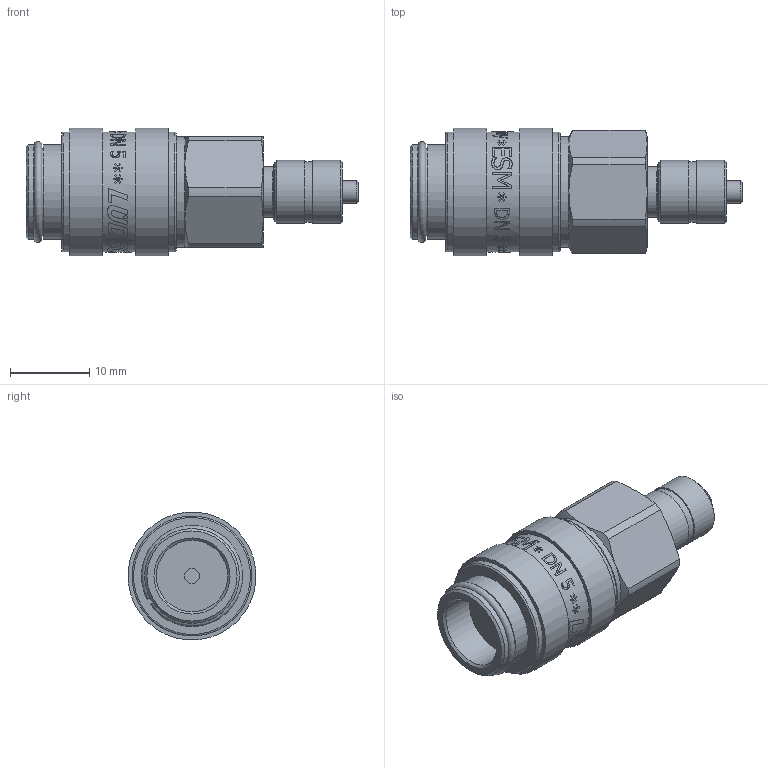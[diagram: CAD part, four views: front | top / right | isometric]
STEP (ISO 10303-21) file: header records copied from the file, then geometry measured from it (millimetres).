
FILE_DESCRIPTION(/* description */ (''),/* implementation_level */ '2;1');
FILE_NAME(/* name */ 'ESM 35 TQAB.stp',/* time_stamp */ '2023-01-16T10:05:38+01:00',/* author */ ('stefan.foerster'),/* organization */ (''),/* preprocessor_version */ 'ST-DEVELOPER v18.1',/* originating_system */ 'Autodesk Inventor 2022',/* authorisation */ '0 mm^3');
FILE_SCHEMA (('AUTOMOTIVE_DESIGN { 1 0 10303 214 3 1 1 }'));
Products named in the file (1): LUE_00041792_Vereinfachen_1
Bounding box: 42 x 16.17 x 16.17 mm (x, y, z)
Volume: 5258.3 mm3; surface area: 2672.8 mm2
Topology: 1 solids, 1 shells, 495 faces, 1319 edges, 872 vertices
Faces by surface type: bspline 244, plane 164, cylinder 59, cone 22, torus 6
Full cylindrical faces by diameter (mm): 1.9 x1, 2 x1, 2.8 x1, 3.5 x1, 4.25 x1, 5.2 x1, 6.4 x2, 6.5 x1, 7 x1, 7.7 x1, 8 x2, 9.03 x1, 11 x1, 12 x2, 14 x1, 15.2 x3, 16.2 x2
Entity records: 61731 total; most frequent: CARTESIAN_POINT 50674, ORIENTED_EDGE 2638, DIRECTION 1363, EDGE_CURVE 1319, VERTEX_POINT 872, B_SPLINE_CURVE_WITH_KNOTS 625, EDGE_LOOP 543, FACE_OUTER_BOUND 495
